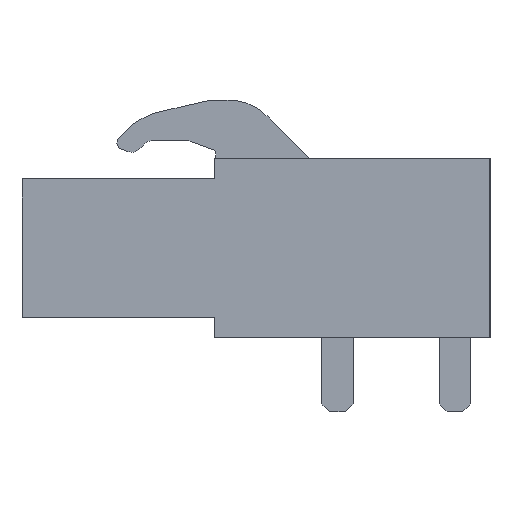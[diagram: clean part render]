
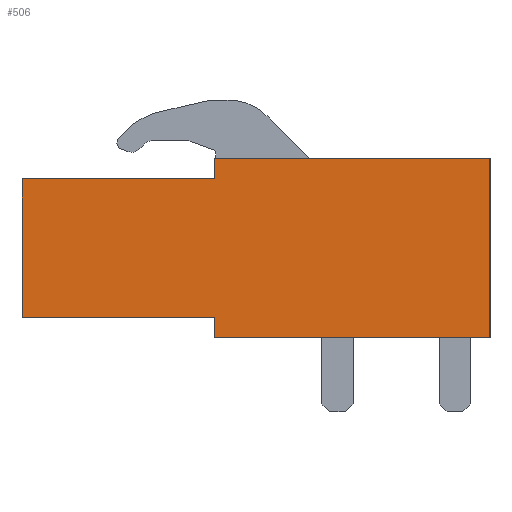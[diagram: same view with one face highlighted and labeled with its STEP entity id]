
A CAD part, left-side view. The second image highlights one B-rep face of the part: STEP entity #506.
In plain terms, the highlighted planar face has unit normal (-1, 0, 0).
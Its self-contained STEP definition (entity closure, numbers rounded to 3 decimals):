
#456=AXIS2_PLACEMENT_3D('Plane Axis2P3D',#453,#454,#455) ;
#40=CARTESIAN_POINT('Vertex',(0.,0.,3.2)) ;
#56=CARTESIAN_POINT('Vertex',(0.,0.,10.95)) ;
#59=CARTESIAN_POINT('Line Origine',(0.,0.,7.075)) ;
#89=CARTESIAN_POINT('Vertex',(0.,20.25,4.075)) ;
#92=CARTESIAN_POINT('Line Origine',(0.,20.25,7.075)) ;
#96=CARTESIAN_POINT('Vertex',(0.,20.25,10.075)) ;
#453=CARTESIAN_POINT('Axis2P3D Location',(0.,0.,3.2)) ;
#458=CARTESIAN_POINT('Line Origine',(0.,16.075,4.075)) ;
#462=CARTESIAN_POINT('Vertex',(0.,11.9,4.075)) ;
#465=CARTESIAN_POINT('Line Origine',(0.,11.9,3.638)) ;
#469=CARTESIAN_POINT('Vertex',(0.,11.9,3.2)) ;
#472=CARTESIAN_POINT('Line Origine',(0.,5.95,3.2)) ;
#477=CARTESIAN_POINT('Line Origine',(0.,5.95,10.95)) ;
#481=CARTESIAN_POINT('Vertex',(0.,11.9,10.95)) ;
#484=CARTESIAN_POINT('Line Origine',(0.,11.9,10.513)) ;
#488=CARTESIAN_POINT('Vertex',(0.,11.9,10.075)) ;
#491=CARTESIAN_POINT('Line Origine',(0.,16.075,10.075)) ;
#60=DIRECTION('Vector Direction',(0.,0.,1.)) ;
#93=DIRECTION('Vector Direction',(0.,0.,1.)) ;
#454=DIRECTION('Axis2P3D Direction',(-1.,0.,0.)) ;
#455=DIRECTION('Axis2P3D XDirection',(0.,0.,1.)) ;
#459=DIRECTION('Vector Direction',(0.,1.,0.)) ;
#466=DIRECTION('Vector Direction',(0.,0.,1.)) ;
#473=DIRECTION('Vector Direction',(0.,1.,0.)) ;
#478=DIRECTION('Vector Direction',(0.,1.,0.)) ;
#485=DIRECTION('Vector Direction',(0.,0.,-1.)) ;
#492=DIRECTION('Vector Direction',(0.,1.,0.)) ;
#61=VECTOR('Line Direction',#60,1.) ;
#94=VECTOR('Line Direction',#93,1.) ;
#460=VECTOR('Line Direction',#459,1.) ;
#467=VECTOR('Line Direction',#466,1.) ;
#474=VECTOR('Line Direction',#473,1.) ;
#479=VECTOR('Line Direction',#478,1.) ;
#486=VECTOR('Line Direction',#485,1.) ;
#493=VECTOR('Line Direction',#492,1.) ;
#497=ORIENTED_EDGE('',*,*,#464,.F.) ;
#498=ORIENTED_EDGE('',*,*,#471,.F.) ;
#499=ORIENTED_EDGE('',*,*,#476,.F.) ;
#500=ORIENTED_EDGE('',*,*,#63,.F.) ;
#501=ORIENTED_EDGE('',*,*,#483,.T.) ;
#502=ORIENTED_EDGE('',*,*,#490,.F.) ;
#503=ORIENTED_EDGE('',*,*,#495,.F.) ;
#504=ORIENTED_EDGE('',*,*,#98,.T.) ;
#506=ADVANCED_FACE('BLL 5.08/19/90 3.2 SN OR 1648480000',(#505),#457,.T.) ;
#63=EDGE_CURVE('',#57,#41,#62,.F.) ;
#98=EDGE_CURVE('',#97,#90,#95,.F.) ;
#464=EDGE_CURVE('',#463,#90,#461,.T.) ;
#471=EDGE_CURVE('',#470,#463,#468,.T.) ;
#476=EDGE_CURVE('',#41,#470,#475,.T.) ;
#483=EDGE_CURVE('',#57,#482,#480,.T.) ;
#490=EDGE_CURVE('',#489,#482,#487,.F.) ;
#495=EDGE_CURVE('',#97,#489,#494,.F.) ;
#496=EDGE_LOOP('',(#497,#498,#499,#500,#501,#502,#503,#504)) ;
#505=FACE_OUTER_BOUND('',#496,.T.) ;
#62=LINE('Line',#59,#61) ;
#95=LINE('Line',#92,#94) ;
#461=LINE('Line',#458,#460) ;
#468=LINE('Line',#465,#467) ;
#475=LINE('Line',#472,#474) ;
#480=LINE('Line',#477,#479) ;
#487=LINE('Line',#484,#486) ;
#494=LINE('Line',#491,#493) ;
#457=PLANE('',#456) ;
#41=VERTEX_POINT('',#40) ;
#57=VERTEX_POINT('',#56) ;
#90=VERTEX_POINT('',#89) ;
#97=VERTEX_POINT('',#96) ;
#463=VERTEX_POINT('',#462) ;
#470=VERTEX_POINT('',#469) ;
#482=VERTEX_POINT('',#481) ;
#489=VERTEX_POINT('',#488) ;
